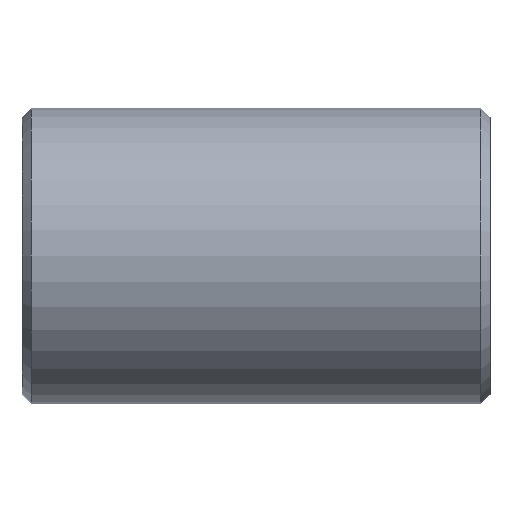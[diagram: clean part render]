
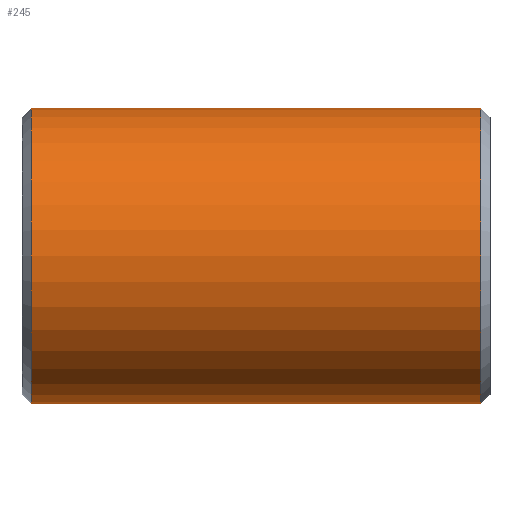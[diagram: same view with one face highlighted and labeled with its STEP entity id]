
A CAD part, front view. The second image highlights one B-rep face of the part: STEP entity #245.
In plain terms, the highlighted cylindrical face has radius 136.525 mm (diameter 273.05 mm), a partial arc.
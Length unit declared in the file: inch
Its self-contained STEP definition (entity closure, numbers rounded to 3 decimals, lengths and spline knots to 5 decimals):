
#1 = ORIENTED_EDGE ( 'NONE', *, *, #38, .F. ) ;
#10 = LINE ( 'NONE', #505, #926 ) ;
#12 = CIRCLE ( 'NONE', #910, 5.375 ) ;
#19 = CARTESIAN_POINT ( 'NONE',  ( -8.16667, 0., -5.375 ) ) ;
#38 = EDGE_CURVE ( 'NONE', #112, #456, #518, .T. ) ;
#66 = EDGE_CURVE ( 'NONE', #815, #572, #10, .T. ) ;
#93 = FACE_OUTER_BOUND ( 'NONE', #689, .T. ) ;
#112 = VERTEX_POINT ( 'NONE', #792 ) ;
#144 = ORIENTED_EDGE ( 'NONE', *, *, #420, .T. ) ;
#147 = DIRECTION ( 'NONE',  ( 1., 0., 0. ) ) ;
#165 = EDGE_CURVE ( 'NONE', #112, #815, #12, .T. ) ;
#225 = DIRECTION ( 'NONE',  ( -1., 0., 0. ) ) ;
#237 = DIRECTION ( 'NONE',  ( 0., 0., -1. ) ) ;
#245 = ADVANCED_FACE ( 'NONE', ( #93 ), #576, .T. ) ;
#351 = VECTOR ( 'NONE', #806, 39.37008 ) ;
#377 = DIRECTION ( 'NONE',  ( -1., 0., 0. ) ) ;
#420 = EDGE_CURVE ( 'NONE', #572, #456, #627, .T. ) ;
#425 = DIRECTION ( 'NONE',  ( 0., 0., 1. ) ) ;
#432 = CARTESIAN_POINT ( 'NONE',  ( 8.16667, 0., 0. ) ) ;
#444 = DIRECTION ( 'NONE',  ( -1., 0., 0. ) ) ;
#449 = CARTESIAN_POINT ( 'NONE',  ( 8.5, 0., 0. ) ) ;
#456 = VERTEX_POINT ( 'NONE', #19 ) ;
#505 = CARTESIAN_POINT ( 'NONE',  ( 8.5, 0., 5.375 ) ) ;
#517 = AXIS2_PLACEMENT_3D ( 'NONE', #785, #147, #425 ) ;
#518 = LINE ( 'NONE', #740, #351 ) ;
#572 = VERTEX_POINT ( 'NONE', #812 ) ;
#576 = CYLINDRICAL_SURFACE ( 'NONE', #803, 5.375 ) ;
#627 = CIRCLE ( 'NONE', #517, 5.375 ) ;
#642 = CARTESIAN_POINT ( 'NONE',  ( 8.16667, 0., 5.375 ) ) ;
#689 = EDGE_LOOP ( 'NONE', ( #1, #763, #906, #144 ) ) ;
#736 = DIRECTION ( 'NONE',  ( 0., 0., 1. ) ) ;
#740 = CARTESIAN_POINT ( 'NONE',  ( 8.5, 0., -5.375 ) ) ;
#763 = ORIENTED_EDGE ( 'NONE', *, *, #165, .T. ) ;
#785 = CARTESIAN_POINT ( 'NONE',  ( -8.16667, 0., 0. ) ) ;
#792 = CARTESIAN_POINT ( 'NONE',  ( 8.16667, 0., -5.375 ) ) ;
#803 = AXIS2_PLACEMENT_3D ( 'NONE', #449, #377, #736 ) ;
#806 = DIRECTION ( 'NONE',  ( -1., 0., 0. ) ) ;
#812 = CARTESIAN_POINT ( 'NONE',  ( -8.16667, 0., 5.375 ) ) ;
#815 = VERTEX_POINT ( 'NONE', #642 ) ;
#906 = ORIENTED_EDGE ( 'NONE', *, *, #66, .T. ) ;
#910 = AXIS2_PLACEMENT_3D ( 'NONE', #432, #444, #237 ) ;
#926 = VECTOR ( 'NONE', #225, 39.37008 ) ;
